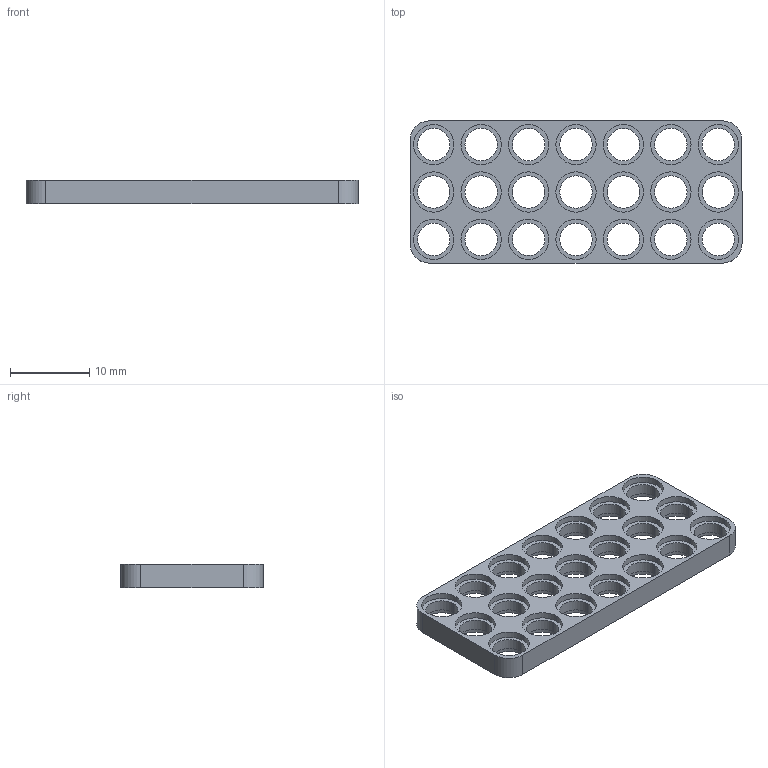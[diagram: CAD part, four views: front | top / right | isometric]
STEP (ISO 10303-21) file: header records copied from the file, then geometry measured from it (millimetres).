
FILE_DESCRIPTION (( 'STEP AP214' ), '1' );
FILE_NAME ('PLATE 3x7.STEP', '2012-11-12T13:13:31', ( 'D.M.S.' ), ( '' ), 'SwSTEP 2.0', 'SolidWorks 2009', '' );
FILE_SCHEMA (( 'AUTOMOTIVE_DESIGN' ));
Length unit declared in the file: millimetre
Products named in the file (1): PLATE 3x7
Bounding box: 42 x 18 x 3 mm (x, y, z)
Volume: 1177.4 mm3; surface area: 2210.9 mm2
Topology: 1 solids, 1 shells, 178 faces, 402 edges, 268 vertices
Faces by surface type: cylinder 130, plane 48
Entity records: 5233 total; most frequent: DIRECTION 1020, CARTESIAN_POINT 849, ORIENTED_EDGE 804, AXIS2_PLACEMENT_3D 439, EDGE_CURVE 402, VERTEX_POINT 268, EDGE_LOOP 262, CIRCLE 260
